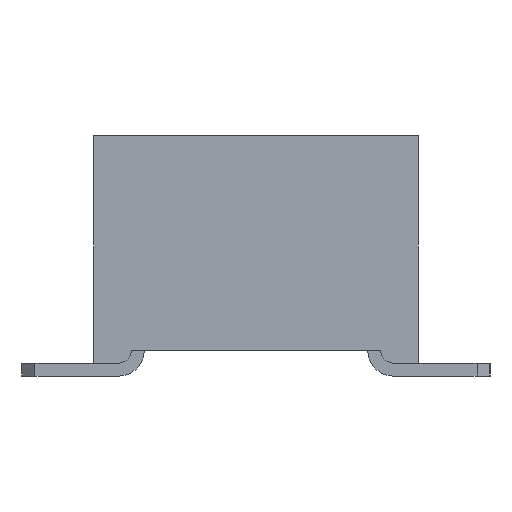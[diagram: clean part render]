
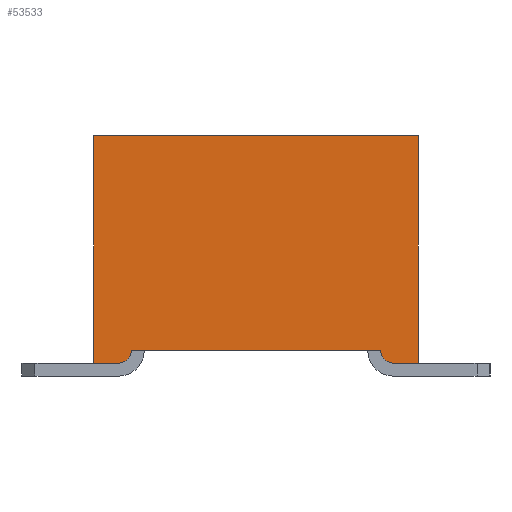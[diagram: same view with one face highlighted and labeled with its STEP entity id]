
A CAD part, front view. The second image highlights one B-rep face of the part: STEP entity #53533.
In plain terms, the highlighted face is planar.
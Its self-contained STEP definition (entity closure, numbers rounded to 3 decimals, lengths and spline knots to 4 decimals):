
#2474=CIRCLE('',#58354,0.2);
#2475=CIRCLE('',#58355,0.2);
#17706=ORIENTED_EDGE('',*,*,#25627,.T.);
#17707=ORIENTED_EDGE('',*,*,#25656,.T.);
#17708=ORIENTED_EDGE('',*,*,#25657,.F.);
#17709=ORIENTED_EDGE('',*,*,#25658,.T.);
#17710=ORIENTED_EDGE('',*,*,#25653,.T.);
#17711=ORIENTED_EDGE('',*,*,#25629,.T.);
#17712=ORIENTED_EDGE('',*,*,#25636,.T.);
#17713=ORIENTED_EDGE('',*,*,#25633,.T.);
#25627=EDGE_CURVE('',#30594,#30593,#36649,.T.);
#25629=EDGE_CURVE('',#30595,#30596,#36651,.T.);
#25633=EDGE_CURVE('',#30599,#30594,#36655,.T.);
#25636=EDGE_CURVE('',#30596,#30599,#36658,.T.);
#25653=EDGE_CURVE('',#30608,#30595,#36675,.T.);
#25656=EDGE_CURVE('',#30593,#30610,#2474,.T.);
#25657=EDGE_CURVE('',#30611,#30610,#36678,.T.);
#25658=EDGE_CURVE('',#30611,#30608,#2475,.T.);
#30593=VERTEX_POINT('',#88883);
#30594=VERTEX_POINT('',#88885);
#30595=VERTEX_POINT('',#88889);
#30596=VERTEX_POINT('',#88890);
#30599=VERTEX_POINT('',#88898);
#30608=VERTEX_POINT('',#88935);
#30610=VERTEX_POINT('',#88941);
#30611=VERTEX_POINT('',#88943);
#36649=LINE('',#88884,#42755);
#36651=LINE('',#88888,#42757);
#36655=LINE('',#88897,#42761);
#36658=LINE('',#88903,#42764);
#36675=LINE('',#88934,#42781);
#36678=LINE('',#88942,#42784);
#42755=VECTOR('',#73360,1000.);
#42757=VECTOR('',#73364,1000.);
#42761=VECTOR('',#73370,1000.);
#42764=VECTOR('',#73375,1000.);
#42781=VECTOR('',#73406,1000.);
#42784=VECTOR('',#73413,1000.);
#45719=EDGE_LOOP('',(#17706,#17707,#17708,#17709,#17710,#17711,#17712,#17713));
#48619=FACE_BOUND('',#45719,.T.);
#50669=PLANE('',#58353);
#53533=ADVANCED_FACE('',(#48619),#50669,.T.);
#58353=AXIS2_PLACEMENT_3D('',#88939,#73409,#73410);
#58354=AXIS2_PLACEMENT_3D('',#88940,#73411,#73412);
#58355=AXIS2_PLACEMENT_3D('',#88944,#73414,#73415);
#73360=DIRECTION('',(0.,-1.,0.));
#73364=DIRECTION('',(0.,0.,1.));
#73370=DIRECTION('',(0.,0.,-1.));
#73375=DIRECTION('',(0.,1.,0.));
#73406=DIRECTION('',(0.,-1.,0.));
#73409=DIRECTION('',(-1.,0.,0.));
#73410=DIRECTION('',(0.,0.,1.));
#73411=DIRECTION('',(-1.,0.,0.));
#73412=DIRECTION('',(0.,0.,1.));
#73413=DIRECTION('',(0.,1.,0.));
#73414=DIRECTION('',(-1.,0.,0.));
#73415=DIRECTION('',(0.,0.,1.));
#88883=CARTESIAN_POINT('',(-21.59,2.12,-1.75));
#88884=CARTESIAN_POINT('',(-21.59,2.5,-1.75));
#88885=CARTESIAN_POINT('',(-21.59,2.5,-1.75));
#88888=CARTESIAN_POINT('',(-21.59,-2.5,-1.75));
#88889=CARTESIAN_POINT('',(-21.59,-2.5,-1.75));
#88890=CARTESIAN_POINT('',(-21.59,-2.5,1.75));
#88897=CARTESIAN_POINT('',(-21.59,2.5,1.75));
#88898=CARTESIAN_POINT('',(-21.59,2.5,1.75));
#88903=CARTESIAN_POINT('',(-21.59,-2.5,1.75));
#88934=CARTESIAN_POINT('',(-21.59,2.5,-1.75));
#88935=CARTESIAN_POINT('',(-21.59,-2.12,-1.75));
#88939=CARTESIAN_POINT('',(-21.59,0.,0.));
#88940=CARTESIAN_POINT('',(-21.59,2.12,-1.55));
#88941=CARTESIAN_POINT('',(-21.59,1.92,-1.55));
#88942=CARTESIAN_POINT('',(-21.59,0.,-1.55));
#88943=CARTESIAN_POINT('',(-21.59,-1.92,-1.55));
#88944=CARTESIAN_POINT('',(-21.59,-2.12,-1.55));
